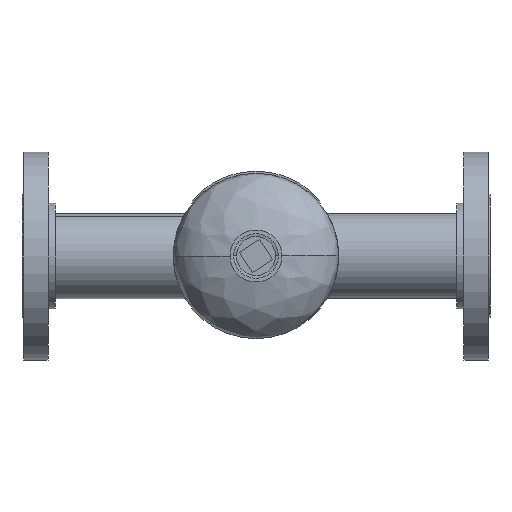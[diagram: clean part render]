
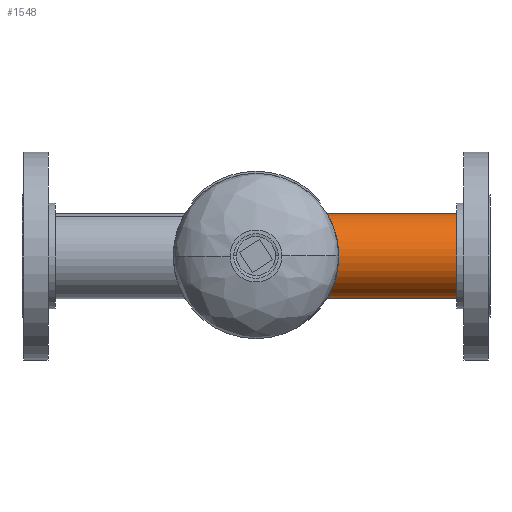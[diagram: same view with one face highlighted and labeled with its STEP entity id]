
A CAD part, front view. The second image highlights one B-rep face of the part: STEP entity #1548.
In plain terms, the highlighted cylindrical face has radius 36.513 mm (diameter 73.025 mm), a partial arc.
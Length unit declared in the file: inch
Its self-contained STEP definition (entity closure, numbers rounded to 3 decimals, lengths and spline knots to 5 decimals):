
#269 = FACE_OUTER_BOUND ( 'NONE', #5720, .T. ) ;
#366 = DIRECTION ( 'NONE',  ( 0., 1., 0. ) ) ;
#370 = DIRECTION ( 'NONE',  ( 0., -1., 0. ) ) ;
#376 = EDGE_CURVE ( 'NONE', #4635, #1547, #3482, .T. ) ;
#388 = DIRECTION ( 'NONE',  ( 0., 0., 1. ) ) ;
#535 = AXIS2_PLACEMENT_3D ( 'NONE', #1808, #1903, #3667 ) ;
#549 = CARTESIAN_POINT ( 'NONE',  ( 0., 5.5625, 1.4375 ) ) ;
#639 = ORIENTED_EDGE ( 'NONE', *, *, #376, .F. ) ;
#716 = AXIS2_PLACEMENT_3D ( 'NONE', #5316, #4020, #2682 ) ;
#776 = VERTEX_POINT ( 'NONE', #3317 ) ;
#794 = AXIS2_PLACEMENT_3D ( 'NONE', #2690, #366, #388 ) ;
#820 = CIRCLE ( 'NONE', #535, 1.4375 ) ;
#922 = EDGE_CURVE ( 'NONE', #4165, #776, #5451, .T. ) ;
#1037 = ORIENTED_EDGE ( 'NONE', *, *, #922, .T. ) ;
#1223 = CYLINDRICAL_SURFACE ( 'NONE', #716, 1.4375 ) ;
#1547 = VERTEX_POINT ( 'NONE', #4976 ) ;
#1548 = ADVANCED_FACE ( 'NONE', ( #269 ), #1223, .T. ) ;
#1735 = CARTESIAN_POINT ( 'NONE',  ( 0., 5.5625, 1.4375 ) ) ;
#1800 = ORIENTED_EDGE ( 'NONE', *, *, #5555, .F. ) ;
#1808 = CARTESIAN_POINT ( 'NONE',  ( 0., 5.5625, 0. ) ) ;
#1903 = DIRECTION ( 'NONE',  ( 0., 1., 0. ) ) ;
#2682 = DIRECTION ( 'NONE',  ( 0., 0., -1. ) ) ;
#2690 = CARTESIAN_POINT ( 'NONE',  ( 0., 0., 0. ) ) ;
#2754 = DIRECTION ( 'NONE',  ( 0., -1., 0. ) ) ;
#2825 = VECTOR ( 'NONE', #370, 39.37008 ) ;
#3019 = VECTOR ( 'NONE', #2754, 39.37008 ) ;
#3317 = CARTESIAN_POINT ( 'NONE',  ( 0., 0., 1.4375 ) ) ;
#3391 = CIRCLE ( 'NONE', #794, 1.4375 ) ;
#3482 = LINE ( 'NONE', #3652, #3019 ) ;
#3652 = CARTESIAN_POINT ( 'NONE',  ( 0., 5.5625, -1.4375 ) ) ;
#3667 = DIRECTION ( 'NONE',  ( 0., 0., 1. ) ) ;
#4020 = DIRECTION ( 'NONE',  ( 0., -1., 0. ) ) ;
#4165 = VERTEX_POINT ( 'NONE', #549 ) ;
#4174 = ORIENTED_EDGE ( 'NONE', *, *, #4490, .T. ) ;
#4490 = EDGE_CURVE ( 'NONE', #776, #1547, #3391, .T. ) ;
#4635 = VERTEX_POINT ( 'NONE', #5081 ) ;
#4976 = CARTESIAN_POINT ( 'NONE',  ( 0., 0., -1.4375 ) ) ;
#5081 = CARTESIAN_POINT ( 'NONE',  ( 0., 5.5625, -1.4375 ) ) ;
#5316 = CARTESIAN_POINT ( 'NONE',  ( 0., 5.5625, 0. ) ) ;
#5451 = LINE ( 'NONE', #1735, #2825 ) ;
#5555 = EDGE_CURVE ( 'NONE', #4165, #4635, #820, .T. ) ;
#5720 = EDGE_LOOP ( 'NONE', ( #1800, #1037, #4174, #639 ) ) ;
